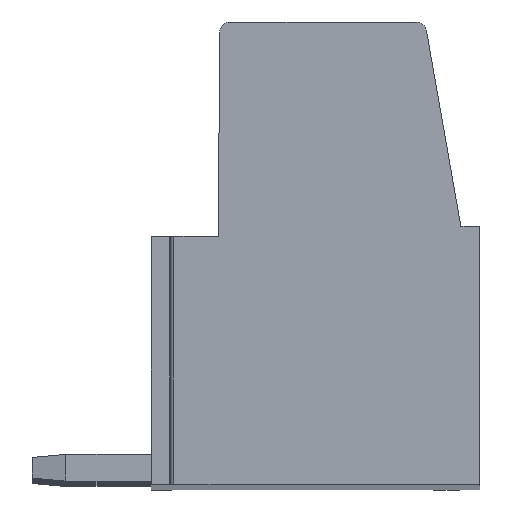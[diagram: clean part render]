
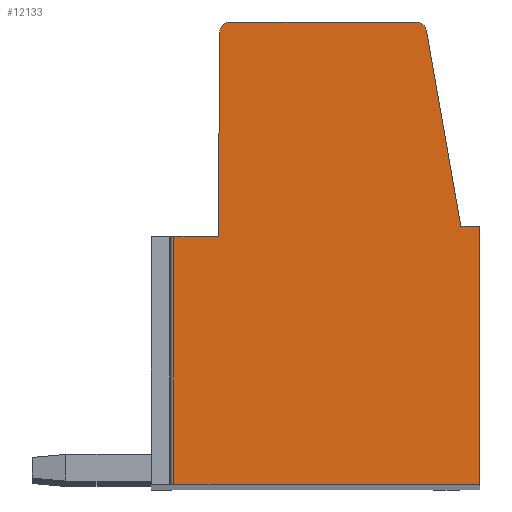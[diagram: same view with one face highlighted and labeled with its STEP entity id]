
A CAD part, top view. The second image highlights one B-rep face of the part: STEP entity #12133.
In plain terms, the highlighted planar face has unit normal (0, 0, 1).
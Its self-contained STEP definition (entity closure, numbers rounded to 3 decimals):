
#2059=DIRECTION('',(0.,1.,0.));
#2060=VECTOR('',#2059,7.4);
#2061=CARTESIAN_POINT('',(-4.225,-7.4,2.5));
#2062=LINE('',#2061,#2060);
#2063=DIRECTION('',(-1.,0.,0.));
#2064=VECTOR('',#2063,1.325);
#2065=CARTESIAN_POINT('',(-2.9,0.,2.5));
#2066=LINE('',#2065,#2064);
#2067=DIRECTION('',(-0.007,-1.,0.));
#2068=VECTOR('',#2067,6.1);
#2069=CARTESIAN_POINT('',(-2.859,6.1,2.5));
#2070=LINE('',#2069,#2068);
#2071=CARTESIAN_POINT('',(-2.557,6.098,2.5));
#2072=DIRECTION('',(0.,0.,1.));
#2073=DIRECTION('',(0.,1.,0.));
#2074=AXIS2_PLACEMENT_3D('',#2071,#2072,#2073);
#2076=DIRECTION('',(-1.,0.,0.));
#2077=VECTOR('',#2076,5.57);
#2078=CARTESIAN_POINT('',(3.013,6.4,2.5));
#2079=LINE('',#2078,#2077);
#2080=CARTESIAN_POINT('',(3.013,6.098,2.5));
#2081=DIRECTION('',(0.,0.,1.));
#2082=DIRECTION('',(0.985,0.173,0.));
#2083=AXIS2_PLACEMENT_3D('',#2080,#2081,#2082);
#2085=DIRECTION('',(-0.173,0.985,0.));
#2086=VECTOR('',#2085,5.94);
#2087=CARTESIAN_POINT('',(4.34,0.3,2.5));
#2088=LINE('',#2087,#2086);
#2089=DIRECTION('',(-1.,0.,0.));
#2090=VECTOR('',#2089,0.56);
#2091=CARTESIAN_POINT('',(4.9,0.3,2.5));
#2092=LINE('',#2091,#2090);
#2093=DIRECTION('',(0.,1.,0.));
#2094=VECTOR('',#2093,7.7);
#2095=CARTESIAN_POINT('',(4.9,-7.4,2.5));
#2096=LINE('',#2095,#2094);
#2097=DIRECTION('',(1.,0.,0.));
#2098=VECTOR('',#2097,9.125);
#2099=CARTESIAN_POINT('',(-4.225,-7.4,2.5));
#2100=LINE('',#2099,#2098);
#7211=CARTESIAN_POINT('',(4.9,-7.4,2.5));
#7212=CARTESIAN_POINT('',(4.9,0.3,2.5));
#7213=VERTEX_POINT('',#7211);
#7214=VERTEX_POINT('',#7212);
#7215=CARTESIAN_POINT('',(4.34,0.3,2.5));
#7216=VERTEX_POINT('',#7215);
#7217=CARTESIAN_POINT('',(3.311,6.15,2.5));
#7218=VERTEX_POINT('',#7217);
#7219=CARTESIAN_POINT('',(3.013,6.4,2.5));
#7220=VERTEX_POINT('',#7219);
#7221=CARTESIAN_POINT('',(-2.557,6.4,2.5));
#7222=VERTEX_POINT('',#7221);
#7223=CARTESIAN_POINT('',(-2.859,6.1,2.5));
#7224=VERTEX_POINT('',#7223);
#7225=CARTESIAN_POINT('',(-2.9,0.,2.5));
#7226=VERTEX_POINT('',#7225);
#7271=CARTESIAN_POINT('',(-4.225,-7.4,2.5));
#7272=CARTESIAN_POINT('',(-4.225,0.,2.5));
#7273=VERTEX_POINT('',#7271);
#7274=VERTEX_POINT('',#7272);
#12109=CARTESIAN_POINT('',(0.,0.,2.5));
#12110=DIRECTION('',(0.,0.,1.));
#12111=DIRECTION('',(1.,0.,0.));
#12112=AXIS2_PLACEMENT_3D('',#12109,#12110,#12111);
#12113=PLANE('',#12112);
#12114=ORIENTED_EDGE('',*,*,#12101,.T.);
#12115=ORIENTED_EDGE('',*,*,#9204,.F.);
#12117=ORIENTED_EDGE('',*,*,#12116,.F.);
#12119=ORIENTED_EDGE('',*,*,#12118,.F.);
#12121=ORIENTED_EDGE('',*,*,#12120,.F.);
#12123=ORIENTED_EDGE('',*,*,#12122,.F.);
#12125=ORIENTED_EDGE('',*,*,#12124,.F.);
#12127=ORIENTED_EDGE('',*,*,#12126,.F.);
#12129=ORIENTED_EDGE('',*,*,#12128,.F.);
#12130=ORIENTED_EDGE('',*,*,#9432,.F.);
#12131=EDGE_LOOP('',(#12114,#12115,#12117,#12119,#12121,#12123,#12125,#12127,
#12129,#12130));
#12132=FACE_OUTER_BOUND('',#12131,.F.);
#2075=CIRCLE('',#2074,0.302);
#2084=CIRCLE('',#2083,0.302);
#9204=EDGE_CURVE('',#7226,#7274,#2066,.T.);
#9432=EDGE_CURVE('',#7273,#7213,#2100,.T.);
#12101=EDGE_CURVE('',#7273,#7274,#2062,.T.);
#12116=EDGE_CURVE('',#7224,#7226,#2070,.T.);
#12118=EDGE_CURVE('',#7222,#7224,#2075,.T.);
#12120=EDGE_CURVE('',#7220,#7222,#2079,.T.);
#12122=EDGE_CURVE('',#7218,#7220,#2084,.T.);
#12124=EDGE_CURVE('',#7216,#7218,#2088,.T.);
#12126=EDGE_CURVE('',#7214,#7216,#2092,.T.);
#12128=EDGE_CURVE('',#7213,#7214,#2096,.T.);
#12133=ADVANCED_FACE('',(#12132),#12113,.T.);
